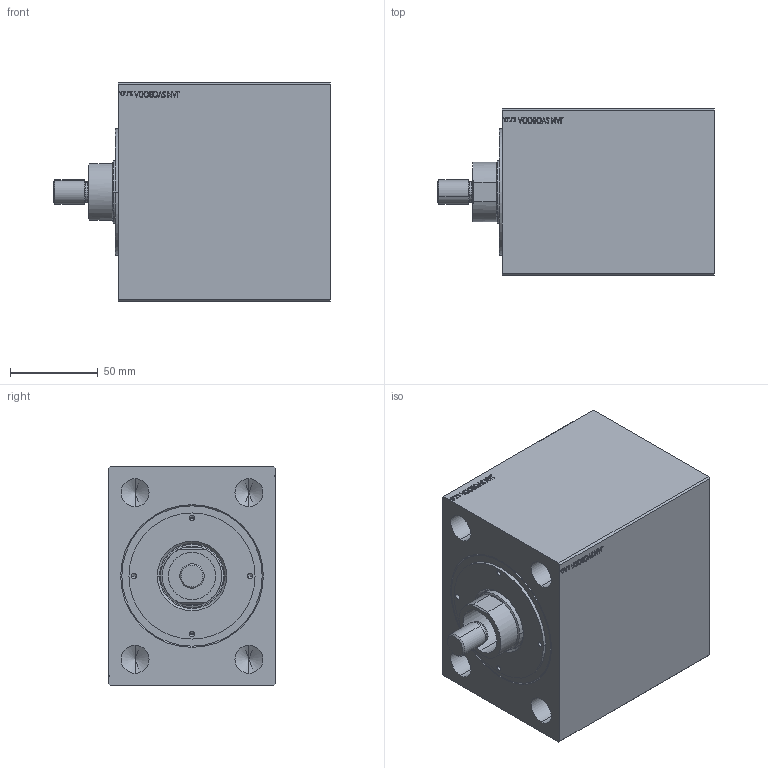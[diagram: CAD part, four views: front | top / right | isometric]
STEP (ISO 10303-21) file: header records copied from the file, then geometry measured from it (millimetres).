
FILE_DESCRIPTION (( 'STEP AP203' ), '1' );
FILE_NAME ('d5d3.STEP', '2020-09-18T18:20:51', ( '' ), ( '' ), 'SwSTEP 2.0', 'SolidWorks 2019', '' );
FILE_SCHEMA (( 'CONFIG_CONTROL_DESIGN' ));
Length unit declared in the file: millimetre
Products named in the file (5): V500CZ_FM d8e8c234063bcfcf415f4a6fe251d2d6; V500CZ_vnitrni_cast_vysunovaci d8e8c234063bcfcf415f4a6fe251d2d6; d5d3; V500CZ d8e8c234063bcfcf415f4a6fe251d2d6; V500CZ_VNIT豊蚠攘ST d8e8c234063bcfcf415f4a6fe251d2d6
Assembly tree (4 placements, depth 2):
  d5d3
    V500CZ d8e8c234063bcfcf415f4a6fe251d2d6
    V500CZ_vnitrni_cast_vysunovaci d8e8c234063bcfcf415f4a6fe251d2d6
    V500CZ_VNIT豊蚠攘ST d8e8c234063bcfcf415f4a6fe251d2d6
    V500CZ_FM d8e8c234063bcfcf415f4a6fe251d2d6
Bounding box: 158 x 95 x 125 mm (x, y, z)
Volume: 1342349.7 mm3; surface area: 133629.3 mm2
Topology: 4 solids, 4 shells, 884 faces, 2256 edges, 1477 vertices
Faces by surface type: plane 403, bspline 380, cylinder 63, cone 34, torus 4
Entity records: 44398 total; most frequent: CARTESIAN_POINT 25088, ORIENTED_EDGE 4464, DIRECTION 2633, EDGE_CURVE 2232, VERTEX_POINT 1477, VECTOR 1325, LINE 1325, EDGE_LOOP 1007
